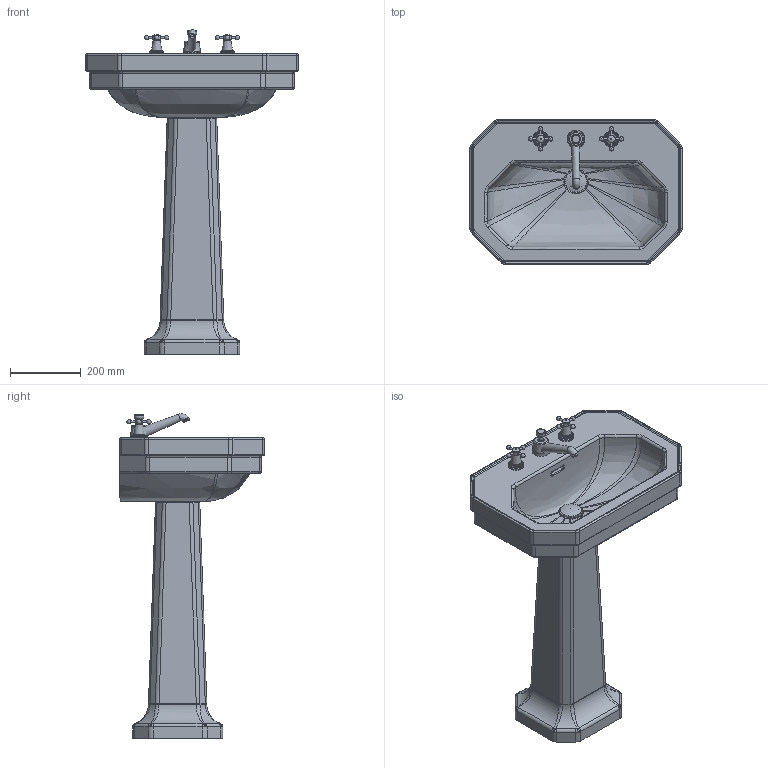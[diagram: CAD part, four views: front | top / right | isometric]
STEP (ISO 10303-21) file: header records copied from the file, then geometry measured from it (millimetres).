
FILE_DESCRIPTION((''),'2;1');
FILE_NAME('43860.stp','2008-01-03T11:14:19',('Huebner'),(''),'Autodesk Inventor 11','Autodesk Inventor 11','');
FILE_SCHEMA(('AUTOMOTIVE_DESIGN { 1 0 10303 214 1 1 1 1 }'));
Length unit declared in the file: millimetre
Products named in the file (11): 43860; Baterie_Wasserhahn; Kelch; Stopfen; 085791; Baterie_WT; Baterie_Mitte; Teil_2_WT; Teil_3; Neoperl
Assembly tree (11 placements, depth 3):
  43860
    43860
    Baterie_Wasserhahn  x2
    Kelch
    Stopfen
    085791
    Baterie_WT
      Baterie_Mitte
      Teil_2_WT
      Teil_3
      Neoperl
Bounding box: 600 x 410.1 x 918.47 mm (x, y, z)
Volume: 21907130.9 mm3; surface area: 1653501.8 mm2
Topology: 18 solids, 18 shells, 489 faces, 1146 edges, 687 vertices
Faces by surface type: cylinder 150, bspline 139, plane 128, torus 53, cone 10, sphere 9
Full cylindrical faces by diameter (mm): 6 x8, 14 x2, 15 x2, 17 x1, 22 x2, 25 x2, 30 x1, 33 x2, 42 x1, 44 x1, 50 x1, 52 x1, 60 x1, 75 x1
Entity records: 22528 total; most frequent: CARTESIAN_POINT 12609, ORIENTED_EDGE 2010, DIRECTION 1918, EDGE_CURVE 1005, AXIS2_PLACEMENT_3D 774, VERTEX_POINT 629, EDGE_LOOP 534, FACE_OUTER_BOUND 455
